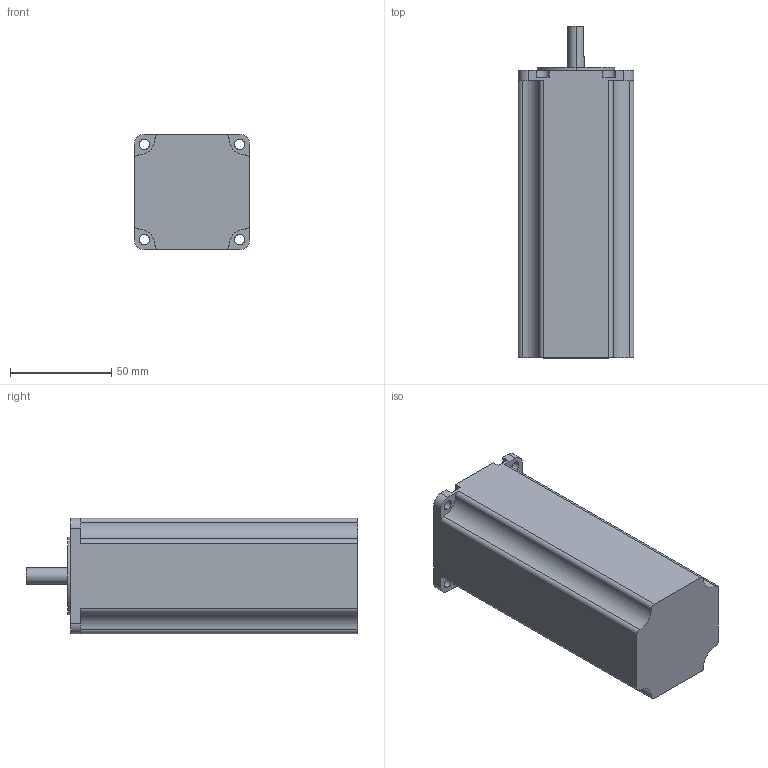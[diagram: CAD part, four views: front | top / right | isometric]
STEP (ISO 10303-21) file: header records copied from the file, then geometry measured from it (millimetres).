
FILE_DESCRIPTION (( 'STEP AP203' ), '1' );
FILE_NAME ('57AM24ED-Z2(57HSM76D-D0822-BZ).STEP', '2024-02-28T09:22:39', ( '' ), ( '' ), 'SwSTEP 2.0', 'SolidWorks 2020', '' );
FILE_SCHEMA (( 'CONFIG_CONTROL_DESIGN' ));
Length unit declared in the file: millimetre
Products named in the file (1): 57AM24ED-Z2(57HSM76D-D0822-BZ)
Bounding box: 57 x 164 x 57 mm (x, y, z)
Volume: 409755.9 mm3; surface area: 39991.6 mm2
Topology: 1 solids, 1 shells, 78 faces, 204 edges, 136 vertices
Faces by surface type: cylinder 46, plane 32
Entity records: 2535 total; most frequent: DIRECTION 456, CARTESIAN_POINT 419, ORIENTED_EDGE 408, EDGE_CURVE 204, AXIS2_PLACEMENT_3D 173, VERTEX_POINT 136, VECTOR 110, LINE 110
